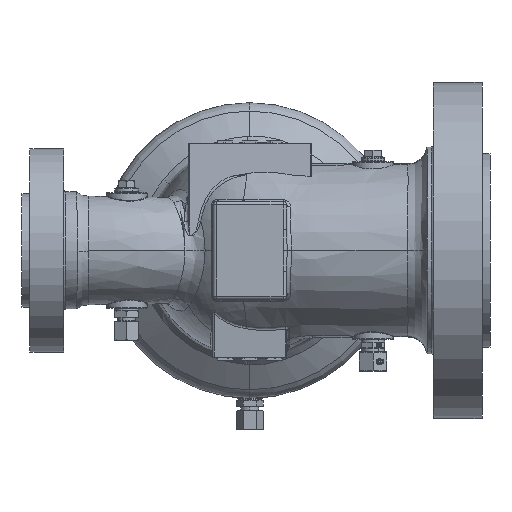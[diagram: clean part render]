
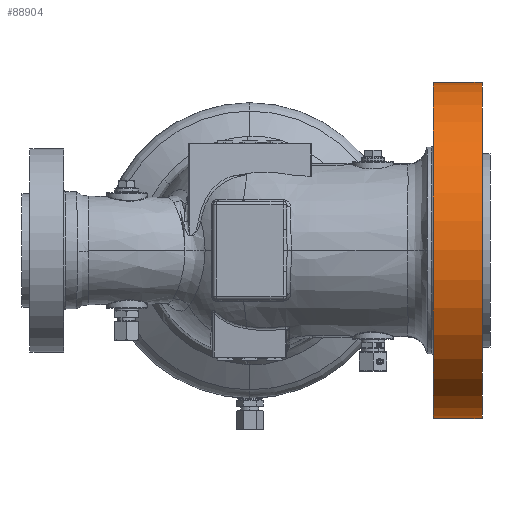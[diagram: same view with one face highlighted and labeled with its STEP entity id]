
A CAD part, front view. The second image highlights one B-rep face of the part: STEP entity #88904.
In plain terms, the highlighted cylindrical face has radius 136.5 mm (diameter 273 mm), a partial arc.
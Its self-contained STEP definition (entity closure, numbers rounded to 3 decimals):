
#9105 = VECTOR ( 'NONE', #144918, 1000. ) ;
#17854 = DIRECTION ( 'NONE',  ( 1., 0., 0. ) ) ;
#19549 = EDGE_CURVE ( 'NONE', #112937, #120340, #143148, .T. ) ;
#20036 = AXIS2_PLACEMENT_3D ( 'NONE', #71229, #154554, #35606 ) ;
#27924 = LINE ( 'NONE', #144420, #9105 ) ;
#35606 = DIRECTION ( 'NONE',  ( 0., 0., -1. ) ) ;
#45605 = CARTESIAN_POINT ( 'NONE',  ( 149., 0., 136.5 ) ) ;
#46057 = DIRECTION ( 'NONE',  ( 0., 0., -1. ) ) ;
#55194 = AXIS2_PLACEMENT_3D ( 'NONE', #77583, #17854, #101649 ) ;
#56545 = ORIENTED_EDGE ( 'NONE', *, *, #130412, .F. ) ;
#56923 = FACE_OUTER_BOUND ( 'NONE', #91449, .T. ) ;
#59599 = CIRCLE ( 'NONE', #20036, 136.5 ) ;
#64713 = DIRECTION ( 'NONE',  ( 1., 0., 0. ) ) ;
#65488 = AXIS2_PLACEMENT_3D ( 'NONE', #140855, #105225, #46057 ) ;
#71229 = CARTESIAN_POINT ( 'NONE',  ( 149., 0., 0. ) ) ;
#76135 = ORIENTED_EDGE ( 'NONE', *, *, #107925, .T. ) ;
#77583 = CARTESIAN_POINT ( 'NONE',  ( 0., 0., 0. ) ) ;
#88904 = ADVANCED_FACE ( 'Defeature ausgef�hrt1_87', ( #56923 ), #152559, .T. ) ;
#91328 = CARTESIAN_POINT ( 'NONE',  ( 188.6, 0., 136.5 ) ) ;
#91449 = EDGE_LOOP ( 'NONE', ( #109762, #100481, #76135, #56545 ) ) ;
#97257 = CARTESIAN_POINT ( 'NONE',  ( 0., 0., 136.5 ) ) ;
#100481 = ORIENTED_EDGE ( 'NONE', *, *, #126711, .T. ) ;
#101649 = DIRECTION ( 'NONE',  ( 0., 0., -1. ) ) ;
#105225 = DIRECTION ( 'NONE',  ( 1., 0., 0. ) ) ;
#107925 = EDGE_CURVE ( 'NONE', #151764, #127820, #27924, .T. ) ;
#109762 = ORIENTED_EDGE ( 'NONE', *, *, #19549, .F. ) ;
#112937 = VERTEX_POINT ( 'NONE', #45605 ) ;
#120340 = VERTEX_POINT ( 'NONE', #91328 ) ;
#120578 = CARTESIAN_POINT ( 'NONE',  ( 149., 0., -136.5 ) ) ;
#126711 = EDGE_CURVE ( 'Defeature ausgef�hrt1_87+Defeature ausgef�hrt1_155+Defeature ausgef�hrt1_155+Defeature ausgef�hrt1_155', #112937, #151764, #59599, .T. ) ;
#127820 = VERTEX_POINT ( 'NONE', #132717 ) ;
#130412 = EDGE_CURVE ( 'Defeature ausgef�hrt1_38+Defeature ausgef�hrt1_87+Defeature ausgef�hrt1_87+Defeature ausgef�hrt1_87', #120340, #127820, #134806, .T. ) ;
#132717 = CARTESIAN_POINT ( 'NONE',  ( 188.6, 0., -136.5 ) ) ;
#134806 = CIRCLE ( 'NONE', #65488, 136.5 ) ;
#140855 = CARTESIAN_POINT ( 'NONE',  ( 188.6, 0., 0. ) ) ;
#143148 = LINE ( 'NONE', #97257, #152441 ) ;
#144420 = CARTESIAN_POINT ( 'NONE',  ( 0., 0., -136.5 ) ) ;
#144918 = DIRECTION ( 'NONE',  ( 1., 0., 0. ) ) ;
#151764 = VERTEX_POINT ( 'NONE', #120578 ) ;
#152441 = VECTOR ( 'NONE', #64713, 1000. ) ;
#152559 = CYLINDRICAL_SURFACE ( 'NONE', #55194, 136.5 ) ;
#154554 = DIRECTION ( 'NONE',  ( 1., 0., 0. ) ) ;
